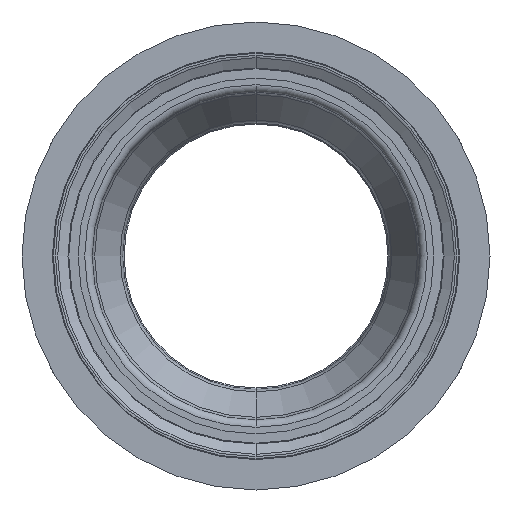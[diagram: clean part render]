
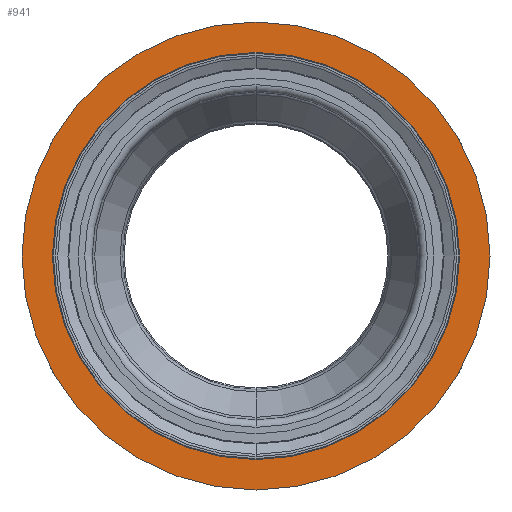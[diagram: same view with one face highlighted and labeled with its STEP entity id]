
A CAD part, front view. The second image highlights one B-rep face of the part: STEP entity #941.
In plain terms, the highlighted planar face has unit normal (0, -1, 0).
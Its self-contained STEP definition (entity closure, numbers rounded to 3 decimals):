
#39 = CIRCLE ( 'NONE', #1965, 25. ) ;
#69 = ORIENTED_EDGE ( 'NONE', *, *, #1262, .T. ) ;
#182 = AXIS2_PLACEMENT_3D ( 'NONE', #1738, #514, #1941 ) ;
#203 = EDGE_LOOP ( 'NONE', ( #1789, #2074 ) ) ;
#406 = CARTESIAN_POINT ( 'NONE',  ( 0., -8.15, 0. ) ) ;
#430 = CIRCLE ( 'NONE', #841, 25. ) ;
#472 = CARTESIAN_POINT ( 'NONE',  ( 0., -8.15, 0. ) ) ;
#514 = DIRECTION ( 'NONE',  ( 0., 1., 0. ) ) ;
#623 = DIRECTION ( 'NONE',  ( 0., 0., -1. ) ) ;
#650 = ORIENTED_EDGE ( 'NONE', *, *, #1123, .T. ) ;
#684 = DIRECTION ( 'NONE',  ( 0., 0., -1. ) ) ;
#773 = DIRECTION ( 'NONE',  ( 0., 1., 0. ) ) ;
#799 = PLANE ( 'NONE',  #2583 ) ;
#808 = CARTESIAN_POINT ( 'NONE',  ( 0., -8.15, 20.591 ) ) ;
#841 = AXIS2_PLACEMENT_3D ( 'NONE', #406, #1839, #623 ) ;
#935 = CARTESIAN_POINT ( 'NONE',  ( 0., -8.15, 25. ) ) ;
#941 = ADVANCED_FACE ( 'NONE', ( #2122, #1054 ), #799, .F. ) ;
#955 = VERTEX_POINT ( 'NONE', #808 ) ;
#1023 = CIRCLE ( 'NONE', #2443, 20.591 ) ;
#1054 = FACE_OUTER_BOUND ( 'NONE', #203, .T. ) ;
#1123 = EDGE_CURVE ( 'NONE', #955, #1165, #1277, .T. ) ;
#1149 = CARTESIAN_POINT ( 'NONE',  ( 0., -8.15, -25. ) ) ;
#1165 = VERTEX_POINT ( 'NONE', #1759 ) ;
#1228 = DIRECTION ( 'NONE',  ( 0., 1., 0. ) ) ;
#1262 = EDGE_CURVE ( 'NONE', #1165, #955, #1023, .T. ) ;
#1277 = CIRCLE ( 'NONE', #182, 20.591 ) ;
#1649 = EDGE_LOOP ( 'NONE', ( #69, #650 ) ) ;
#1738 = CARTESIAN_POINT ( 'NONE',  ( 0., -8.15, 0. ) ) ;
#1759 = CARTESIAN_POINT ( 'NONE',  ( 0., -8.15, -20.591 ) ) ;
#1789 = ORIENTED_EDGE ( 'NONE', *, *, #2079, .T. ) ;
#1839 = DIRECTION ( 'NONE',  ( 0., -1., 0. ) ) ;
#1901 = DIRECTION ( 'NONE',  ( 0., -1., 0. ) ) ;
#1914 = EDGE_CURVE ( 'NONE', #2525, #2513, #430, .T. ) ;
#1941 = DIRECTION ( 'NONE',  ( 0., 0., 1. ) ) ;
#1965 = AXIS2_PLACEMENT_3D ( 'NONE', #472, #1901, #684 ) ;
#1986 = CARTESIAN_POINT ( 'NONE',  ( 0., -8.15, 0. ) ) ;
#2024 = CARTESIAN_POINT ( 'NONE',  ( -25., -8.15, 0. ) ) ;
#2074 = ORIENTED_EDGE ( 'NONE', *, *, #1914, .T. ) ;
#2079 = EDGE_CURVE ( 'NONE', #2513, #2525, #39, .T. ) ;
#2122 = FACE_BOUND ( 'NONE', #1649, .T. ) ;
#2204 = DIRECTION ( 'NONE',  ( 0., 0., 1. ) ) ;
#2443 = AXIS2_PLACEMENT_3D ( 'NONE', #1986, #773, #2204 ) ;
#2513 = VERTEX_POINT ( 'NONE', #1149 ) ;
#2525 = VERTEX_POINT ( 'NONE', #935 ) ;
#2583 = AXIS2_PLACEMENT_3D ( 'NONE', #2024, #1228, #2658 ) ;
#2658 = DIRECTION ( 'NONE',  ( 0., 0., 1. ) ) ;
